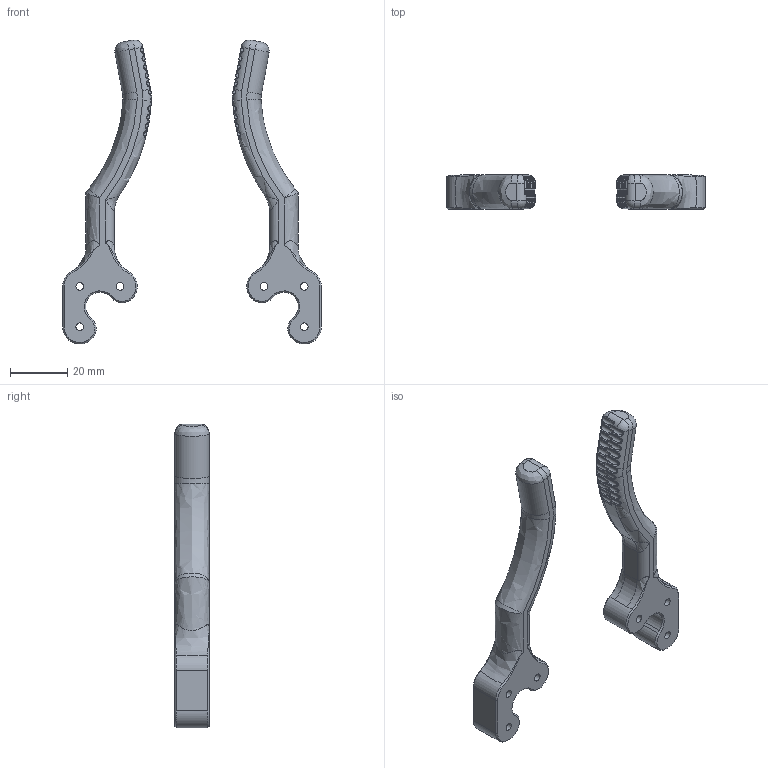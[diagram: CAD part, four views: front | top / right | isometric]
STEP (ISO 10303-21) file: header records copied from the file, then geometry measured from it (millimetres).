
FILE_DESCRIPTION(/* description */ (''),/* implementation_level */ '2;1');
FILE_NAME(/* name */ 'Gripper_Claws.step',/* time_stamp */ '2018-10-29T17:36:03+11:00',/* author */ ('TaylorY96'),/* organization */ (''),/* preprocessor_version */ 'ST-DEVELOPER v17.2',/* originating_system */ 'Autodesk Translation Framework v7.6.0.251',/* authorisation */ '');
FILE_SCHEMA (('AUTOMOTIVE_DESIGN { 1 0 10303 214 3 1 1 }'));
Length unit declared in the file: millimetre
Products named in the file (5): Tank_combined; Gripper-MX28 v35; mikata_arm_6_asm(XM540) v3 (1) (2); mikata_arm_6_joint8(Finger-R) (2) (2); DMA_G05_GripperGear-r5 (2) (2)
Assembly tree (4 placements, depth 5):
  Tank_combined
    Gripper-MX28 v35
      mikata_arm_6_asm(XM540) v3 (1) (2)
        mikata_arm_6_joint8(Finger-R) (2) (2)
          DMA_G05_GripperGear-r5 (2) (2)
Bounding box: 90.63 x 12 x 106.43 mm (x, y, z)
Volume: 26309.5 mm3; surface area: 10565.2 mm2
Topology: 2 solids, 2 shells, 414 faces, 1066 edges, 648 vertices
Faces by surface type: cylinder 200, bspline 110, plane 92, torus 8, sphere 4
Full cylindrical faces by diameter (mm): 2.7 x6
Entity records: 22469 total; most frequent: CARTESIAN_POINT 12675, ORIENTED_EDGE 2116, DIRECTION 1968, EDGE_CURVE 1058, AXIS2_PLACEMENT_3D 787, VERTEX_POINT 648, CIRCLE 464, EDGE_LOOP 426
